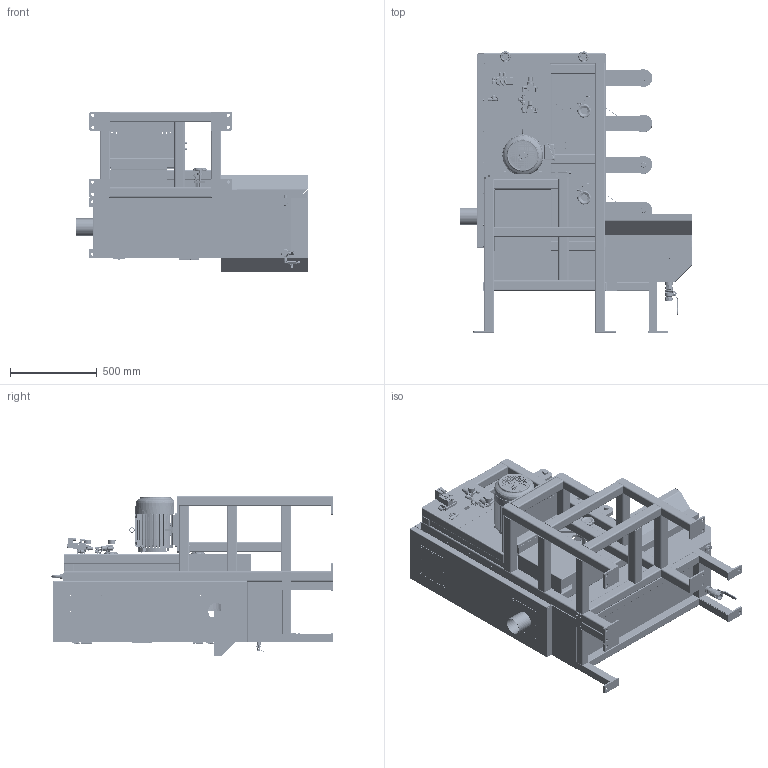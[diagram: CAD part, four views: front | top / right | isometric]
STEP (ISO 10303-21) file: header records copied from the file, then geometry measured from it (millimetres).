
FILE_DESCRIPTION (( 'STEP AP203' ), '1' );
FILE_NAME ('EBS3k-資料庫.STEP', '2025-02-25T01:34:43', ( '' ), ( '' ), 'SwSTEP 2.0', 'SolidWorks 2022', '' );
FILE_SCHEMA (( 'CONFIG_CONTROL_DESIGN' ));
Products named in the file (1): EBS3k-資料庫
Bounding box: 1337.5 x 1620 x 925 mm (x, y, z)
Surface area: 15892021.7 mm2 (no closed solid volume)
Topology: 0 solids, 410 shells, 3681 faces, 17941 edges, 14408 vertices
Faces by surface type: cylinder 1836, plane 1337, cone 270, bspline 151, torus 72, sphere 15
Entity records: 204473 total; most frequent: CARTESIAN_POINT 60351, DIRECTION 31143, ORIENTED_EDGE 24344, EDGE_CURVE 17908, VERTEX_POINT 14396, AXIS2_PLACEMENT_3D 11721, CIRCLE 8190, VECTOR 7701
